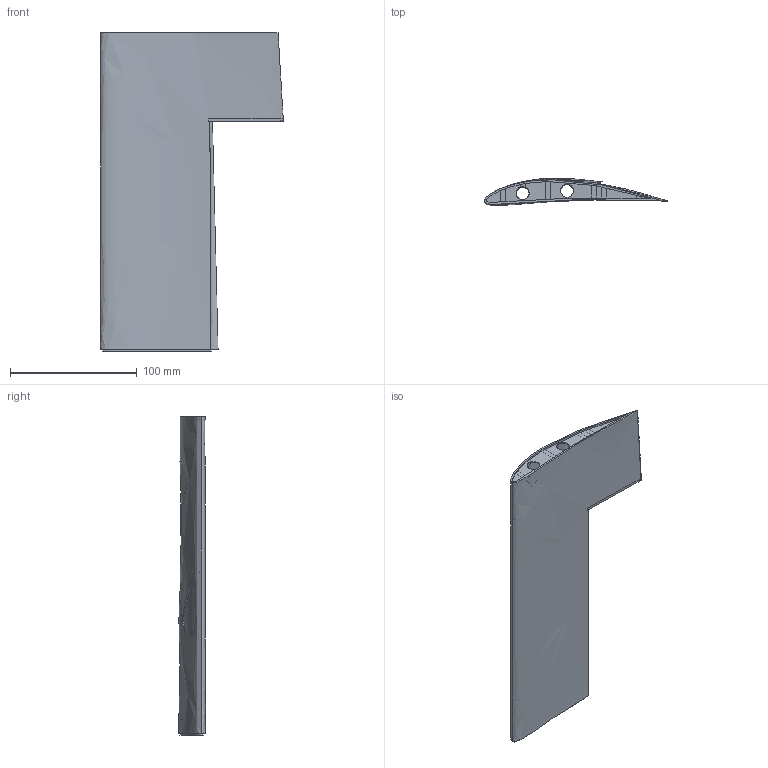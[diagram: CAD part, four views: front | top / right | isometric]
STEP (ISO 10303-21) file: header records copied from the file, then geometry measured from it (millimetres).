
FILE_DESCRIPTION (( 'STEP AP214' ), '1' );
FILE_NAME ('MirrorDetailed_Wing_2_noerror_akri_V2.STEP', '2025-04-02T19:17:47', ( '' ), ( '' ), 'SwSTEP 2.0', 'SolidWorks 2022', '' );
FILE_SCHEMA (( 'AUTOMOTIVE_DESIGN' ));
Length unit declared in the file: millimetre
Products named in the file (1): MirrorDetailed_Wing_2_noerror_akri_V2
Bounding box: 144.23 x 21.34 x 251.49 mm (x, y, z)
Volume: 98407.1 mm3; surface area: 135394.5 mm2
Topology: 1 solids, 12 shells, 253 faces, 662 edges, 445 vertices
Faces by surface type: plane 129, bspline 90, cylinder 34
Entity records: 15236 total; most frequent: CARTESIAN_POINT 10213, ORIENTED_EDGE 1320, EDGE_CURVE 660, DIRECTION 562, VERTEX_POINT 445, B_SPLINE_CURVE_WITH_KNOTS 343, EDGE_LOOP 283, FACE_OUTER_BOUND 253
